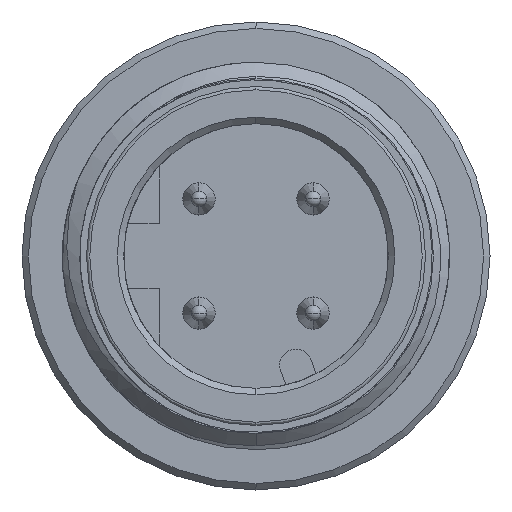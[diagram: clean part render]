
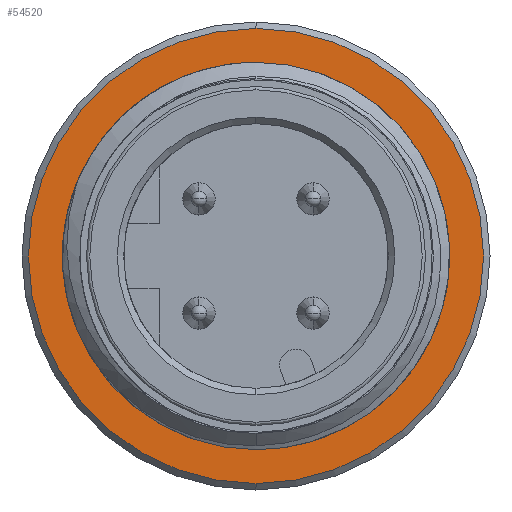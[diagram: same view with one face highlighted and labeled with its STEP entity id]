
A CAD part, left-side view. The second image highlights one B-rep face of the part: STEP entity #54520.
In plain terms, the highlighted planar face has unit normal (-1, 0, 0).
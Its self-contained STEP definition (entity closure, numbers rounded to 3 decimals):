
#2222 = CARTESIAN_POINT ( 'NONE',  ( 7., 0., 6. ) ) ;
#2911 = CIRCLE ( 'NONE', #45090, 7.05 ) ;
#3747 = DIRECTION ( 'NONE',  ( -1., 0., 0. ) ) ;
#4261 = CARTESIAN_POINT ( 'NONE',  ( 7., 6., 0. ) ) ;
#4672 = EDGE_CURVE ( 'NONE', #21366, #24849, #49976, .T. ) ;
#4745 = VERTEX_POINT ( 'NONE', #5756 ) ;
#4958 = ORIENTED_EDGE ( 'NONE', *, *, #20584, .T. ) ;
#5756 = CARTESIAN_POINT ( 'NONE',  ( 7., 0., 7.05 ) ) ;
#7972 = CARTESIAN_POINT ( 'NONE',  ( 7., 0., 0. ) ) ;
#8541 = CARTESIAN_POINT ( 'NONE',  ( 7., 0., -6. ) ) ;
#8705 = VERTEX_POINT ( 'NONE', #16159 ) ;
#8802 = DIRECTION ( 'NONE',  ( 0., 0., -1. ) ) ;
#9690 = CARTESIAN_POINT ( 'NONE',  ( 7., 0., 0. ) ) ;
#10397 = CIRCLE ( 'NONE', #42661, 6. ) ;
#13001 = FACE_OUTER_BOUND ( 'NONE', #38190, .T. ) ;
#15301 = DIRECTION ( 'NONE',  ( 0., 0., -1. ) ) ;
#16159 = CARTESIAN_POINT ( 'NONE',  ( 7., 0., -7.05 ) ) ;
#17558 = DIRECTION ( 'NONE',  ( 0., 0., 1. ) ) ;
#20211 = DIRECTION ( 'NONE',  ( -1., 0., 0. ) ) ;
#20584 = EDGE_CURVE ( 'NONE', #8705, #4745, #2911, .T. ) ;
#21339 = DIRECTION ( 'NONE',  ( 0., 0., -1. ) ) ;
#21366 = VERTEX_POINT ( 'NONE', #8541 ) ;
#24849 = VERTEX_POINT ( 'NONE', #2222 ) ;
#25858 = AXIS2_PLACEMENT_3D ( 'NONE', #7972, #3747, #8802 ) ;
#26800 = ORIENTED_EDGE ( 'NONE', *, *, #54595, .F. ) ;
#26842 = DIRECTION ( 'NONE',  ( -1., 0., 0. ) ) ;
#27676 = DIRECTION ( 'NONE',  ( -1., 0., 0. ) ) ;
#32356 = CARTESIAN_POINT ( 'NONE',  ( 7., 0., 0. ) ) ;
#35128 = DIRECTION ( 'NONE',  ( 1., 0., 0. ) ) ;
#35429 = EDGE_LOOP ( 'NONE', ( #26800, #39026 ) ) ;
#36259 = EDGE_CURVE ( 'NONE', #4745, #8705, #49233, .T. ) ;
#37113 = DIRECTION ( 'NONE',  ( 0., 0., 1. ) ) ;
#38190 = EDGE_LOOP ( 'NONE', ( #4958, #42638 ) ) ;
#39026 = ORIENTED_EDGE ( 'NONE', *, *, #4672, .F. ) ;
#41817 = AXIS2_PLACEMENT_3D ( 'NONE', #9690, #26842, #17558 ) ;
#42627 = AXIS2_PLACEMENT_3D ( 'NONE', #4261, #35128, #21339 ) ;
#42638 = ORIENTED_EDGE ( 'NONE', *, *, #36259, .T. ) ;
#42661 = AXIS2_PLACEMENT_3D ( 'NONE', #32356, #20211, #37113 ) ;
#45090 = AXIS2_PLACEMENT_3D ( 'NONE', #53876, #27676, #15301 ) ;
#47571 = PLANE ( 'NONE',  #42627 ) ;
#47840 = FACE_BOUND ( 'NONE', #35429, .T. ) ;
#49233 = CIRCLE ( 'NONE', #25858, 7.05 ) ;
#49976 = CIRCLE ( 'NONE', #41817, 6. ) ;
#53876 = CARTESIAN_POINT ( 'NONE',  ( 7., 0., 0. ) ) ;
#54520 = ADVANCED_FACE ( 'NONE', ( #13001, #47840 ), #47571, .F. ) ;
#54595 = EDGE_CURVE ( 'NONE', #24849, #21366, #10397, .T. ) ;
